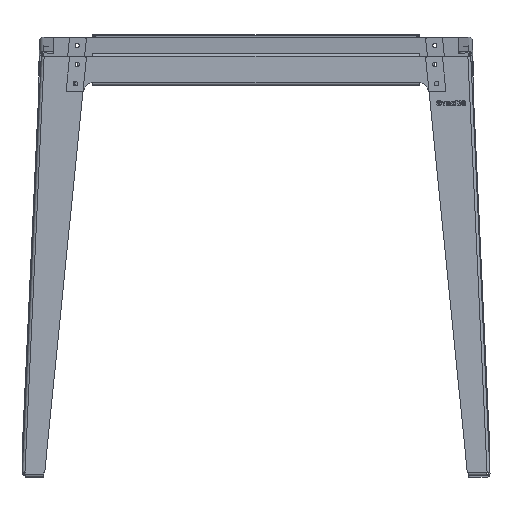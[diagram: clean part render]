
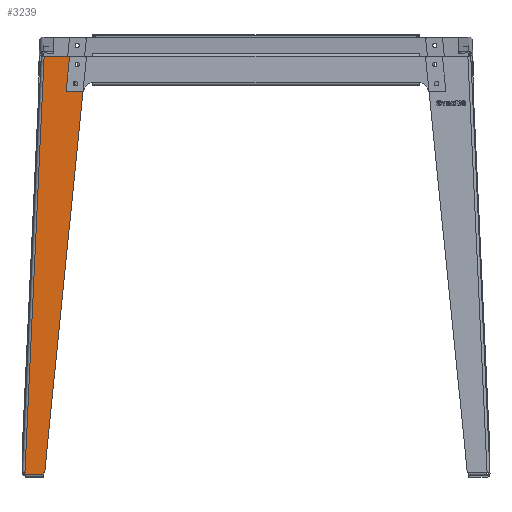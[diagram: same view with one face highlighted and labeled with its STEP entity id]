
A CAD part, top view. The second image highlights one B-rep face of the part: STEP entity #3239.
In plain terms, the highlighted face is planar.
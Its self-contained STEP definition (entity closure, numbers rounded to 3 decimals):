
#19 = CIRCLE ( 'NONE', #6922, 3.5 ) ;
#115 = DIRECTION ( 'NONE',  ( 1., 0., 0. ) ) ;
#160 = DIRECTION ( 'NONE',  ( -0.046, -0.998, 0.046 ) ) ;
#245 = VERTEX_POINT ( 'NONE', #7520 ) ;
#249 = ORIENTED_EDGE ( 'NONE', *, *, #7228, .T. ) ;
#255 = EDGE_LOOP ( 'NONE', ( #7469, #2544 ) ) ;
#262 = VERTEX_POINT ( 'NONE', #7619 ) ;
#365 = EDGE_CURVE ( 'NONE', #262, #4488, #3906, .T. ) ;
#366 = AXIS2_PLACEMENT_3D ( 'NONE', #5498, #6636, #3584 ) ;
#419 = CIRCLE ( 'NONE', #366, 2.5 ) ;
#477 = CARTESIAN_POINT ( 'NONE',  ( -259.178, 674.489, 330.9 ) ) ;
#490 = ORIENTED_EDGE ( 'NONE', *, *, #5653, .T. ) ;
#497 = DIRECTION ( 'NONE',  ( 0., -0.999, 0.046 ) ) ;
#587 = EDGE_CURVE ( 'NONE', #2310, #5483, #1161, .T. ) ;
#785 = DIRECTION ( 'NONE',  ( 0., -0.999, 0.046 ) ) ;
#992 = DIRECTION ( 'NONE',  ( 0., 0.046, 0.999 ) ) ;
#1020 = DIRECTION ( 'NONE',  ( 1., 0., 0. ) ) ;
#1154 = CARTESIAN_POINT ( 'NONE',  ( -327.905, 0.999, 361.954 ) ) ;
#1161 = LINE ( 'NONE', #5646, #2381 ) ;
#1205 = ORIENTED_EDGE ( 'NONE', *, *, #6279, .F. ) ;
#1356 = FACE_OUTER_BOUND ( 'NONE', #2910, .T. ) ;
#1396 = ORIENTED_EDGE ( 'NONE', *, *, #3740, .T. ) ;
#1455 = CARTESIAN_POINT ( 'NONE',  ( -357.567, 0., 362. ) ) ;
#1517 = AXIS2_PLACEMENT_3D ( 'NONE', #7246, #1693, #3569 ) ;
#1693 = DIRECTION ( 'NONE',  ( 0., 0.046, 0.999 ) ) ;
#1848 = DIRECTION ( 'NONE',  ( 0., 0.046, 0.999 ) ) ;
#1897 = PLANE ( 'NONE',  #4073 ) ;
#1950 = VECTOR ( 'NONE', #7844, 1000. ) ;
#1973 = CARTESIAN_POINT ( 'NONE',  ( -362., 0., 362. ) ) ;
#1990 = ORIENTED_EDGE ( 'NONE', *, *, #587, .T. ) ;
#2017 = DIRECTION ( 'NONE',  ( 0., -0.999, 0.046 ) ) ;
#2022 = VECTOR ( 'NONE', #4723, 1000. ) ;
#2067 = ORIENTED_EDGE ( 'NONE', *, *, #2780, .F. ) ;
#2118 = CARTESIAN_POINT ( 'NONE',  ( -327.905, 0., 362. ) ) ;
#2120 = LINE ( 'NONE', #1973, #2957 ) ;
#2152 = ORIENTED_EDGE ( 'NONE', *, *, #365, .T. ) ;
#2211 = FACE_BOUND ( 'NONE', #2439, .T. ) ;
#2224 = EDGE_CURVE ( 'NONE', #5624, #245, #4933, .T. ) ;
#2310 = VERTEX_POINT ( 'NONE', #4194 ) ;
#2334 = CARTESIAN_POINT ( 'NONE',  ( -276.629, 634.369, 332.75 ) ) ;
#2381 = VECTOR ( 'NONE', #160, 1000. ) ;
#2439 = EDGE_LOOP ( 'NONE', ( #1205, #7419 ) ) ;
#2449 = ORIENTED_EDGE ( 'NONE', *, *, #2224, .F. ) ;
#2450 = CARTESIAN_POINT ( 'NONE',  ( -279.627, 604.551, 334.125 ) ) ;
#2481 = CARTESIAN_POINT ( 'NONE',  ( -356.284, -2.497, 362.115 ) ) ;
#2510 = VECTOR ( 'NONE', #3877, 1000. ) ;
#2544 = ORIENTED_EDGE ( 'NONE', *, *, #4478, .F. ) ;
#2565 = EDGE_CURVE ( 'NONE', #6847, #4448, #4923, .T. ) ;
#2694 = VECTOR ( 'NONE', #1020, 1000. ) ;
#2700 = VECTOR ( 'NONE', #3623, 1000. ) ;
#2711 = CARTESIAN_POINT ( 'NONE',  ( -276.629, 627.376, 333.072 ) ) ;
#2780 = EDGE_CURVE ( 'NONE', #2310, #5599, #4187, .T. ) ;
#2871 = ORIENTED_EDGE ( 'NONE', *, *, #4558, .T. ) ;
#2910 = EDGE_LOOP ( 'NONE', ( #490, #3969, #2152, #7515, #2067, #1990, #249, #2449, #2871, #1396 ) ) ;
#2957 = VECTOR ( 'NONE', #115, 1000. ) ;
#2976 = DIRECTION ( 'NONE',  ( 0., 0.046, 0.999 ) ) ;
#3028 = VECTOR ( 'NONE', #6766, 1000. ) ;
#3053 = CARTESIAN_POINT ( 'NONE',  ( -362., 0., 362. ) ) ;
#3093 = VERTEX_POINT ( 'NONE', #7479 ) ;
#3187 = LINE ( 'NONE', #5090, #2510 ) ;
#3239 = ADVANCED_FACE ( 'NONE', ( #7385, #2211, #1356 ), #1897, .T. ) ;
#3381 = VERTEX_POINT ( 'NONE', #2334 ) ;
#3469 = EDGE_CURVE ( 'NONE', #4488, #5599, #419, .T. ) ;
#3536 = EDGE_CURVE ( 'NONE', #7892, #262, #4786, .T. ) ;
#3569 = DIRECTION ( 'NONE',  ( 0., -0.999, 0.046 ) ) ;
#3584 = DIRECTION ( 'NONE',  ( 0., -0.999, 0.046 ) ) ;
#3604 = DIRECTION ( 'NONE',  ( 0., -0.999, 0.046 ) ) ;
#3623 = DIRECTION ( 'NONE',  ( 1., 0., 0. ) ) ;
#3672 = CARTESIAN_POINT ( 'NONE',  ( -276.629, 630.873, 332.911 ) ) ;
#3740 = EDGE_CURVE ( 'NONE', #7812, #3093, #3187, .T. ) ;
#3877 = DIRECTION ( 'NONE',  ( 0., 0.999, -0.046 ) ) ;
#3906 = LINE ( 'NONE', #477, #2022 ) ;
#3969 = ORIENTED_EDGE ( 'NONE', *, *, #3536, .T. ) ;
#3984 = CARTESIAN_POINT ( 'NONE',  ( -279.627, 601.055, 334.286 ) ) ;
#3985 = CARTESIAN_POINT ( 'NONE',  ( -356.284, -2.497, 362.115 ) ) ;
#4007 = CARTESIAN_POINT ( 'NONE',  ( -362., 0., 362. ) ) ;
#4073 = AXIS2_PLACEMENT_3D ( 'NONE', #3053, #5525, #3604 ) ;
#4187 = LINE ( 'NONE', #7358, #2700 ) ;
#4194 = CARTESIAN_POINT ( 'NONE',  ( -327.925, 642.86, 332.358 ) ) ;
#4264 = DIRECTION ( 'NONE',  ( 0., -0.999, 0.046 ) ) ;
#4381 = LINE ( 'NONE', #4007, #2694 ) ;
#4412 = CARTESIAN_POINT ( 'NONE',  ( -328.284, -2.497, 362.115 ) ) ;
#4448 = VERTEX_POINT ( 'NONE', #5347 ) ;
#4478 = EDGE_CURVE ( 'NONE', #3381, #6067, #19, .T. ) ;
#4486 = CIRCLE ( 'NONE', #1517, 3.5 ) ;
#4488 = VERTEX_POINT ( 'NONE', #4749 ) ;
#4558 = EDGE_CURVE ( 'NONE', #5624, #7812, #6523, .T. ) ;
#4723 = DIRECTION ( 'NONE',  ( 0.1, 0.994, -0.046 ) ) ;
#4749 = CARTESIAN_POINT ( 'NONE',  ( -262.634, 640.113, 332.485 ) ) ;
#4786 = CIRCLE ( 'NONE', #7483, 1. ) ;
#4904 = AXIS2_PLACEMENT_3D ( 'NONE', #6331, #7545, #2017 ) ;
#4923 = CIRCLE ( 'NONE', #5475, 3.5 ) ;
#4933 = LINE ( 'NONE', #2481, #3028 ) ;
#5090 = CARTESIAN_POINT ( 'NONE',  ( -328.284, -2.497, 362.115 ) ) ;
#5347 = CARTESIAN_POINT ( 'NONE',  ( -279.627, 597.558, 334.447 ) ) ;
#5445 = EDGE_CURVE ( 'NONE', #6067, #3381, #6906, .T. ) ;
#5475 = AXIS2_PLACEMENT_3D ( 'NONE', #3984, #992, #497 ) ;
#5483 = VERTEX_POINT ( 'NONE', #1455 ) ;
#5498 = CARTESIAN_POINT ( 'NONE',  ( -265.122, 640.363, 332.473 ) ) ;
#5525 = DIRECTION ( 'NONE',  ( 0., 0.046, 0.999 ) ) ;
#5599 = VERTEX_POINT ( 'NONE', #7712 ) ;
#5624 = VERTEX_POINT ( 'NONE', #3985 ) ;
#5646 = CARTESIAN_POINT ( 'NONE',  ( -357.577, -0.204, 362.009 ) ) ;
#5653 = EDGE_CURVE ( 'NONE', #3093, #7892, #4381, .T. ) ;
#5910 = CARTESIAN_POINT ( 'NONE',  ( -356.284, -2.497, 362.115 ) ) ;
#6067 = VERTEX_POINT ( 'NONE', #2711 ) ;
#6279 = EDGE_CURVE ( 'NONE', #4448, #6847, #4486, .T. ) ;
#6331 = CARTESIAN_POINT ( 'NONE',  ( -276.629, 630.873, 332.911 ) ) ;
#6523 = LINE ( 'NONE', #5910, #1950 ) ;
#6636 = DIRECTION ( 'NONE',  ( 0., 0.046, 0.999 ) ) ;
#6766 = DIRECTION ( 'NONE',  ( 0., 0.999, -0.046 ) ) ;
#6847 = VERTEX_POINT ( 'NONE', #2450 ) ;
#6906 = CIRCLE ( 'NONE', #4904, 3.5 ) ;
#6922 = AXIS2_PLACEMENT_3D ( 'NONE', #3672, #1848, #4264 ) ;
#7228 = EDGE_CURVE ( 'NONE', #5483, #245, #2120, .T. ) ;
#7246 = CARTESIAN_POINT ( 'NONE',  ( -279.627, 601.055, 334.286 ) ) ;
#7358 = CARTESIAN_POINT ( 'NONE',  ( -362., 642.86, 332.358 ) ) ;
#7385 = FACE_BOUND ( 'NONE', #255, .T. ) ;
#7419 = ORIENTED_EDGE ( 'NONE', *, *, #2565, .F. ) ;
#7469 = ORIENTED_EDGE ( 'NONE', *, *, #5445, .F. ) ;
#7479 = CARTESIAN_POINT ( 'NONE',  ( -328.284, 0., 362. ) ) ;
#7483 = AXIS2_PLACEMENT_3D ( 'NONE', #1154, #2976, #785 ) ;
#7515 = ORIENTED_EDGE ( 'NONE', *, *, #3469, .T. ) ;
#7520 = CARTESIAN_POINT ( 'NONE',  ( -356.284, 0., 362. ) ) ;
#7545 = DIRECTION ( 'NONE',  ( 0., 0.046, 0.999 ) ) ;
#7619 = CARTESIAN_POINT ( 'NONE',  ( -326.91, 0.899, 361.959 ) ) ;
#7712 = CARTESIAN_POINT ( 'NONE',  ( -265.122, 642.86, 332.358 ) ) ;
#7812 = VERTEX_POINT ( 'NONE', #4412 ) ;
#7844 = DIRECTION ( 'NONE',  ( 1., 0., 0. ) ) ;
#7892 = VERTEX_POINT ( 'NONE', #2118 ) ;
